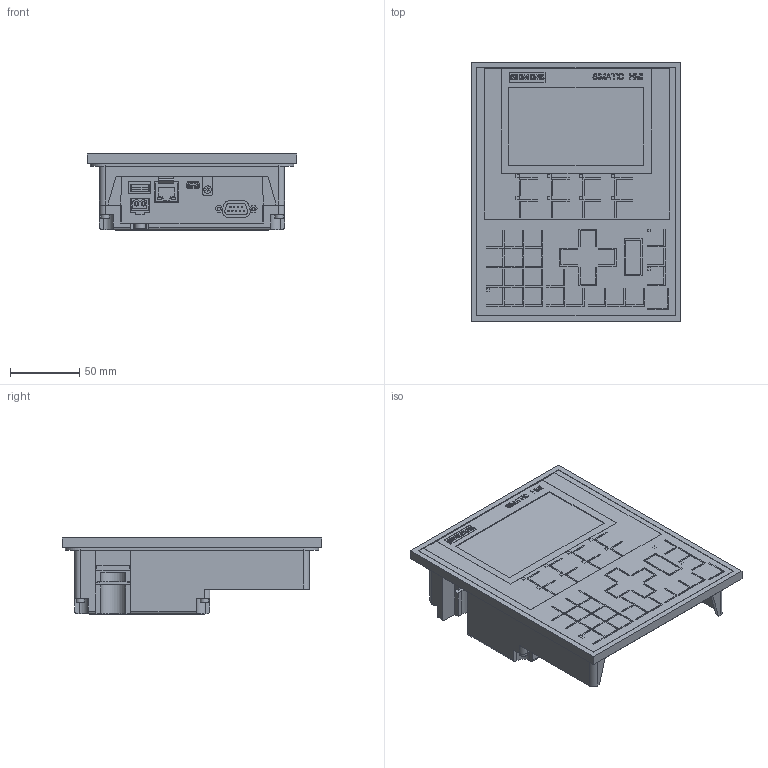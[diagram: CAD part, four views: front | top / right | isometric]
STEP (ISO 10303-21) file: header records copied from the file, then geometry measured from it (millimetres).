
FILE_DESCRIPTION(/* description */ (''),/* implementation_level */ '2;1');
FILE_NAME(/* name */ '6av21241dc010ax0_001_3d.stp',/* time_stamp */ '2011-03-02T12:01:27+01:00',/* author */ ('I. Payrits'),/* organization */ ('Siemens AG'),/* preprocessor_version */ 'ST-DEVELOPER v11',/* originating_system */ 'SIEMENS UGS NX 6.0',/* authorisation */ '');
FILE_SCHEMA (('AUTOMOTIVE_DESIGN { 1 0 10303 214 1 1 1 1 }'));
Products named in the file (4): A5E30292230A_001; A5E30291441A_001; A5E30291439A_001; A5E30291437A_001
Assembly tree (3 placements, depth 2):
  A5E30291437A_001
    A5E30291439A_001
    A5E30291441A_001
    A5E30292230A_001
Bounding box: 152 x 188 x 55.1 mm (x, y, z)
Volume: 844587 mm3; surface area: 184527.8 mm2
Topology: 249 solids, 249 shells, 2698 faces, 6513 edges, 4339 vertices
Faces by surface type: plane 2310, extrusion 232, cylinder 156
Full cylindrical faces by diameter (mm): 0.9 x9, 2.4 x2, 3 x2, 5.5 x1, 6 x4, 8 x1
Entity records: 89714 total; most frequent: CARTESIAN_POINT 25152, ORIENTED_EDGE 12936, DIRECTION 11490, EDGE_CURVE 6468, VECTOR 5922, LINE 5690, VERTEX_POINT 4338, EDGE_LOOP 2924
